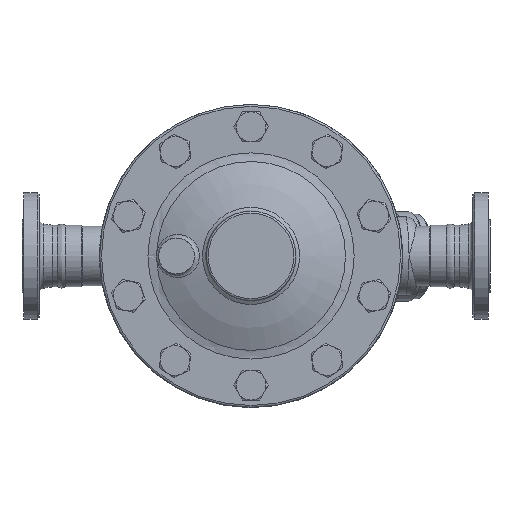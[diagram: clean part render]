
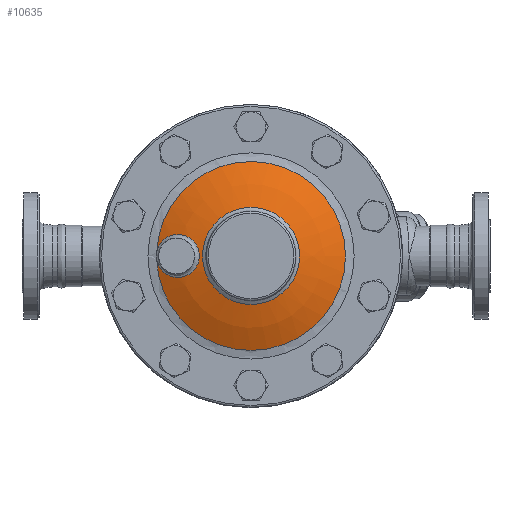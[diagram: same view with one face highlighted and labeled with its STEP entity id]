
A CAD part, top view. The second image highlights one B-rep face of the part: STEP entity #10635.
In plain terms, the highlighted spherical face has radius 218 mm.
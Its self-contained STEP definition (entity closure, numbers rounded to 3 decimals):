
#9390=CARTESIAN_POINT('',(-94.957,3.557,35.));
#9391=VERTEX_POINT('',#9390);
#9407=CARTESIAN_POINT('',(-94.957,-3.557,35.));
#9408=VERTEX_POINT('',#9407);
#9409=CARTESIAN_POINT('',(0.0,0.0,35.0));
#9410=DIRECTION('',(0.0,0.0,-1.0));
#9411=DIRECTION('',(0.0,1.0,0.0));
#9412=AXIS2_PLACEMENT_3D('',#9409,#9410,#9411);
#9413=CIRCLE('',#9412,95.024);
#9414=EDGE_CURVE('',#9391,#9408,#9413,.T.);
#10306=CARTESIAN_POINT('',(-94.957,-3.557,35.));
#10307=CARTESIAN_POINT('',(-94.932,-3.711,35.01));
#10308=CARTESIAN_POINT('',(-94.85,-4.17,35.04));
#10309=CARTESIAN_POINT('',(-94.41,-6.253,35.205));
#10310=CARTESIAN_POINT('',(-93.518,-8.722,35.54));
#10311=CARTESIAN_POINT('',(-92.332,-10.87,35.983));
#10312=CARTESIAN_POINT('',(-91.684,-11.905,36.225));
#10313=CARTESIAN_POINT('',(-91.106,-12.746,36.44));
#10314=CARTESIAN_POINT('',(-90.108,-14.035,36.812));
#10315=CARTESIAN_POINT('',(-89.006,-15.232,37.222));
#10316=CARTESIAN_POINT('',(-87.819,-16.322,37.662));
#10317=CARTESIAN_POINT('',(-87.097,-16.914,37.929));
#10318=CARTESIAN_POINT('',(-86.359,-17.476,38.202));
#10319=CARTESIAN_POINT('',(-85.491,-18.087,38.522));
#10320=CARTESIAN_POINT('',(-83.792,-19.126,39.148));
#10321=CARTESIAN_POINT('',(-81.866,-20.028,39.855));
#10322=CARTESIAN_POINT('',(-80.186,-20.601,40.469));
#10323=CARTESIAN_POINT('',(-79.179,-20.889,40.836));
#10324=CARTESIAN_POINT('',(-77.662,-21.264,41.389));
#10325=CARTESIAN_POINT('',(-75.26,-21.62,42.261));
#10326=CARTESIAN_POINT('',(-72.629,-21.624,43.211));
#10327=CARTESIAN_POINT('',(-70.937,-21.441,43.818));
#10328=CARTESIAN_POINT('',(-69.907,-21.282,44.188));
#10329=CARTESIAN_POINT('',(-68.37,-20.988,44.739));
#10330=CARTESIAN_POINT('',(-65.962,-20.274,45.599));
#10331=CARTESIAN_POINT('',(-63.673,-19.207,46.412));
#10332=CARTESIAN_POINT('',(-62.308,-18.394,46.895));
#10333=CARTESIAN_POINT('',(-61.418,-17.818,47.21));
#10334=CARTESIAN_POINT('',(-60.005,-16.81,47.709));
#10335=CARTESIAN_POINT('',(-58.394,-15.365,48.276));
#10336=CARTESIAN_POINT('',(-56.955,-13.744,48.781));
#10337=CARTESIAN_POINT('',(-55.644,-12.026,49.241));
#10338=CARTESIAN_POINT('',(-54.231,-9.662,49.735));
#10339=CARTESIAN_POINT('',(-53.27,-7.288,50.07));
#10340=CARTESIAN_POINT('',(-52.806,-5.705,50.231));
#10341=CARTESIAN_POINT('',(-52.57,-4.767,50.313));
#10342=CARTESIAN_POINT('',(-52.416,-4.019,50.367));
#10343=CARTESIAN_POINT('',(-52.142,-2.373,50.462));
#10344=CARTESIAN_POINT('',(-51.959,0.004,50.526));
#10345=CARTESIAN_POINT('',(-52.151,2.486,50.459));
#10346=CARTESIAN_POINT('',(-52.533,4.676,50.326));
#10347=CARTESIAN_POINT('',(-52.948,6.297,50.182));
#10348=CARTESIAN_POINT('',(-53.536,7.924,49.977));
#10349=CARTESIAN_POINT('',(-53.973,8.933,49.825));
#10350=CARTESIAN_POINT('',(-54.445,9.919,49.66));
#10351=CARTESIAN_POINT('',(-55.001,10.94,49.465));
#10352=CARTESIAN_POINT('',(-55.588,11.865,49.26));
#10353=CARTESIAN_POINT('',(-56.287,12.878,49.016));
#10354=CARTESIAN_POINT('',(-57.04,13.849,48.751));
#10355=CARTESIAN_POINT('',(-58.499,15.458,48.239));
#10356=CARTESIAN_POINT('',(-60.19,16.977,47.644));
#10357=CARTESIAN_POINT('',(-61.958,18.193,47.019));
#10358=CARTESIAN_POINT('',(-63.494,19.089,46.475));
#10359=CARTESIAN_POINT('',(-65.643,20.152,45.712));
#10360=CARTESIAN_POINT('',(-67.7,20.817,44.979));
#10361=CARTESIAN_POINT('',(-69.327,21.168,44.396));
#10362=CARTESIAN_POINT('',(-70.358,21.371,44.027));
#10363=CARTESIAN_POINT('',(-71.86,21.56,43.487));
#10364=CARTESIAN_POINT('',(-73.696,21.623,42.825));
#10365=CARTESIAN_POINT('',(-75.261,21.562,42.26));
#10366=CARTESIAN_POINT('',(-76.811,21.39,41.698));
#10367=CARTESIAN_POINT('',(-78.874,21.008,40.948));
#10368=CARTESIAN_POINT('',(-80.895,20.4,40.21));
#10369=CARTESIAN_POINT('',(-82.836,19.574,39.499));
#10370=CARTESIAN_POINT('',(-84.704,18.613,38.812));
#10371=CARTESIAN_POINT('',(-86.707,17.288,38.074));
#10372=CARTESIAN_POINT('',(-88.507,15.724,37.407));
#10373=CARTESIAN_POINT('',(-89.624,14.561,36.992));
#10374=CARTESIAN_POINT('',(-90.672,13.338,36.602));
#10375=CARTESIAN_POINT('',(-91.818,11.773,36.175));
#10376=CARTESIAN_POINT('',(-92.889,9.895,35.775));
#10377=CARTESIAN_POINT('',(-93.568,8.393,35.521));
#10378=CARTESIAN_POINT('',(-94.159,6.861,35.3));
#10379=CARTESIAN_POINT('',(-94.621,5.312,35.126));
#10380=CARTESIAN_POINT('',(-94.879,4.026,35.029));
#10381=CARTESIAN_POINT('',(-94.957,3.557,35.));
#10382=B_SPLINE_CURVE_WITH_KNOTS('',3,(#10306,#10307,#10308,#10309,#10310,#10311,#10312,#10313,#10314,#10315,#10316,#10317,#10318,#10319,#10320,#10321,#10322,#10323,#10324,#10325,#10326,#10327,#10328,#10329,#10330,#10331,#10332,#10333,#10334,#10335,#10336,#10337,#10338,#10339,#10340,#10341,#10342,#10343,#10344,#10345,#10346,#10347,#10348,#10349,#10350,#10351,#10352,#10353,#10354,#10355,#10356,#10357,#10358,#10359,#10360,#10361,#10362,#10363,#10364,#10365,#10366,#10367,#10368,#10369,#10370,#10371,#10372,#10373,#10374,#10375,#10376,#10377,#10378,#10379,#10380,#10381),.UNSPECIFIED.,.F.,.U.,(4,1,1,1,1,1,1,1,1,1,1,1,1,1,1,1,1,1,1,1,1,1,1,1,1,1,1,1,1,1,1,1,1,1,1,1,1,1,1,1,1,1,1,1,1,1,1,1,1,1,1,1,1,1,1,1,1,1,1,1,1,1,1,1,1,1,1,1,1,1,1,1,1,4),(-10.92,-10.882,-10.807,-10.407,-10.257,-10.207,-10.107,-10.006,-9.806,-9.706,-9.606,-9.573,-9.473,-9.339,-9.073,-8.939,-8.889,-8.806,-8.539,-8.272,-8.139,-8.105,-8.005,-7.738,-7.472,-7.371,-7.338,-7.205,-6.938,-6.804,-6.671,-6.404,-6.137,-6.054,-6.004,-5.904,-5.87,-5.604,-5.337,-5.27,-5.07,-4.937,-4.853,-4.803,-4.67,-4.57,-4.536,-4.369,-4.269,-4.003,-3.802,-3.736,-3.558,-3.202,-3.185,-3.135,-2.935,-2.802,-2.668,-2.535,-2.402,-2.135,-2.001,-1.868,-1.601,-1.401,-1.276,-1.201,-1.001,-0.801,-0.675,-0.6,-0.4,-0.286),.UNSPECIFIED.);
#10383=EDGE_CURVE('',#9408,#9391,#10382,.T.);
#10611=CARTESIAN_POINT('',(48.879,0.,51.25));
#10612=VERTEX_POINT('',#10611);
#10613=CARTESIAN_POINT('',(0.0,0.0,51.25));
#10614=DIRECTION('',(0.0,0.0,1.0));
#10615=DIRECTION('',(-1.0,0.0,0.0));
#10616=AXIS2_PLACEMENT_3D('',#10613,#10614,#10615);
#10617=CIRCLE('',#10616,48.879);
#10618=EDGE_CURVE('',#10612,#10612,#10617,.T.);
#10623=CARTESIAN_POINT('',(0.0,0.0,-161.2));
#10624=DIRECTION('',(0.0,0.0,1.0));
#10625=DIRECTION('',(1.0,0.0,0.0));
#10626=AXIS2_PLACEMENT_3D('',#10623,#10624,#10625);
#10627=SPHERICAL_SURFACE('',#10626,218.);
#10628=ORIENTED_EDGE('',*,*,#9414,.F.);
#10629=ORIENTED_EDGE('',*,*,#10383,.F.);
#10630=EDGE_LOOP('',(#10628,#10629));
#10631=FACE_OUTER_BOUND('',#10630,.T.);
#10632=ORIENTED_EDGE('',*,*,#10618,.F.);
#10633=EDGE_LOOP('',(#10632));
#10634=FACE_BOUND('',#10633,.T.);
#10635=ADVANCED_FACE('',(#10631,#10634),#10627,.T.);
